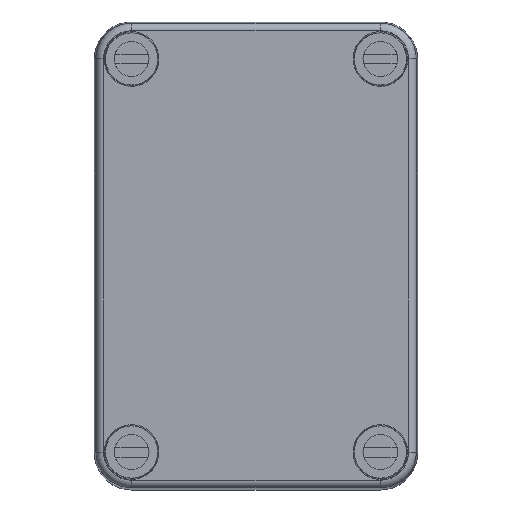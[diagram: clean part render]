
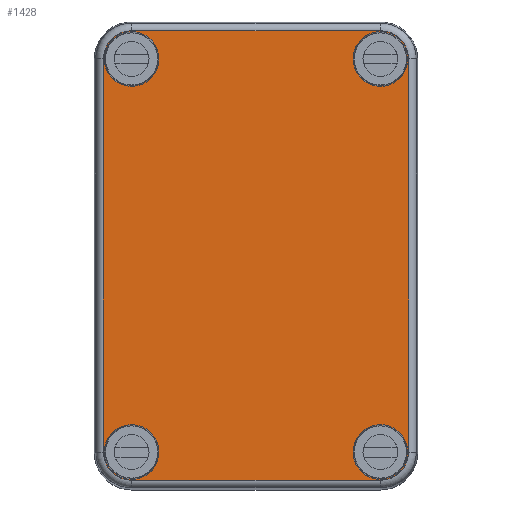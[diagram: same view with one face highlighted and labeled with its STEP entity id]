
A CAD part, top view. The second image highlights one B-rep face of the part: STEP entity #1428.
In plain terms, the highlighted planar face has unit normal (0, 0, 1).
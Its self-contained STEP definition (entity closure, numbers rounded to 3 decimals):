
#1428 = ADVANCED_FACE( '', ( #3098, #3099, #3100, #3101, #3102 ), #3103, .F. );
#3098 = FACE_BOUND( '', #4983, .T. );
#3099 = FACE_BOUND( '', #4984, .T. );
#3100 = FACE_BOUND( '', #4985, .T. );
#3101 = FACE_BOUND( '', #4986, .T. );
#3102 = FACE_OUTER_BOUND( '', #4987, .T. );
#3103 = PLANE( '', #4988 );
#4983 = EDGE_LOOP( '', ( #8771 ) );
#4984 = EDGE_LOOP( '', ( #8772 ) );
#4985 = EDGE_LOOP( '', ( #8773 ) );
#4986 = EDGE_LOOP( '', ( #8774 ) );
#4987 = EDGE_LOOP( '', ( #8775, #8776, #8777, #8778, #8779, #8780, #8781, #8782 ) );
#4988 = AXIS2_PLACEMENT_3D( '', #8783, #8784, #8785 );
#8771 = ORIENTED_EDGE( '', *, *, #10781, .T. );
#8772 = ORIENTED_EDGE( '', *, *, #10639, .T. );
#8773 = ORIENTED_EDGE( '', *, *, #10748, .T. );
#8774 = ORIENTED_EDGE( '', *, *, #11900, .T. );
#8775 = ORIENTED_EDGE( '', *, *, #12026, .T. );
#8776 = ORIENTED_EDGE( '', *, *, #10941, .F. );
#8777 = ORIENTED_EDGE( '', *, *, #12017, .F. );
#8778 = ORIENTED_EDGE( '', *, *, #10609, .T. );
#8779 = ORIENTED_EDGE( '', *, *, #11931, .F. );
#8780 = ORIENTED_EDGE( '', *, *, #11205, .T. );
#8781 = ORIENTED_EDGE( '', *, *, #11209, .T. );
#8782 = ORIENTED_EDGE( '', *, *, #10707, .F. );
#8783 = CARTESIAN_POINT( '', ( -30.673, 39.5, 39. ) );
#8784 = DIRECTION( '', ( 0., 0., -1. ) );
#8785 = DIRECTION( '', ( -1., 0., 0. ) );
#10609 = EDGE_CURVE( '', #12568, #12566, #12569, .T. );
#10639 = EDGE_CURVE( '', #12621, #12621, #12622, .T. );
#10707 = EDGE_CURVE( '', #12737, #12732, #12739, .T. );
#10748 = EDGE_CURVE( '', #12806, #12806, #12807, .T. );
#10781 = EDGE_CURVE( '', #12863, #12863, #12864, .T. );
#10941 = EDGE_CURVE( '', #13139, #13134, #13141, .T. );
#11205 = EDGE_CURVE( '', #13570, #13568, #13571, .T. );
#11209 = EDGE_CURVE( '', #13568, #12732, #13576, .T. );
#11900 = EDGE_CURVE( '', #14592, #14592, #14593, .T. );
#11931 = EDGE_CURVE( '', #13570, #12566, #14634, .T. );
#12017 = EDGE_CURVE( '', #12568, #13139, #14746, .T. );
#12026 = EDGE_CURVE( '', #12737, #13134, #14754, .T. );
#12566 = VERTEX_POINT( '', #15409 );
#12568 = VERTEX_POINT( '', #15411 );
#12569 = LINE( '', #15412, #15413 );
#12621 = VERTEX_POINT( '', #15476 );
#12622 = CIRCLE( '', #15477, 5.5 );
#12732 = VERTEX_POINT( '', #15655 );
#12737 = VERTEX_POINT( '', #15661 );
#12739 = LINE( '', #15663, #15664 );
#12806 = VERTEX_POINT( '', #15750 );
#12807 = CIRCLE( '', #15751, 5.5 );
#12863 = VERTEX_POINT( '', #15849 );
#12864 = CIRCLE( '', #15850, 5.5 );
#13134 = VERTEX_POINT( '', #16194 );
#13139 = VERTEX_POINT( '', #16200 );
#13141 = LINE( '', #16202, #16203 );
#13568 = VERTEX_POINT( '', #16759 );
#13570 = VERTEX_POINT( '', #16761 );
#13571 = LINE( '', #16762, #16763 );
#13576 = CIRCLE( '', #16769, 5.673 );
#14592 = VERTEX_POINT( '', #18121 );
#14593 = CIRCLE( '', #18122, 5.5 );
#14634 = CIRCLE( '', #18171, 5.673 );
#14746 = CIRCLE( '', #18327, 5.673 );
#14754 = CIRCLE( '', #18337, 5.673 );
#15409 = CARTESIAN_POINT( '', ( -25., 45.173, 39. ) );
#15411 = CARTESIAN_POINT( '', ( 25., 45.173, 39. ) );
#15412 = CARTESIAN_POINT( '', ( 25., 45.173, 39. ) );
#15413 = VECTOR( '', #18983, 1000. );
#15476 = CARTESIAN_POINT( '', ( -30.5, 39.5, 39. ) );
#15477 = AXIS2_PLACEMENT_3D( '', #19034, #19035, #19036 );
#15655 = CARTESIAN_POINT( '', ( -25., -45.173, 39. ) );
#15661 = CARTESIAN_POINT( '', ( 25., -45.173, 39. ) );
#15663 = CARTESIAN_POINT( '', ( 25., -45.173, 39. ) );
#15664 = VECTOR( '', #19124, 1000. );
#15750 = CARTESIAN_POINT( '', ( 19.5, -39.5, 39. ) );
#15751 = AXIS2_PLACEMENT_3D( '', #19177, #19178, #19179 );
#15849 = CARTESIAN_POINT( '', ( -30.5, -39.5, 39. ) );
#15850 = AXIS2_PLACEMENT_3D( '', #19234, #19235, #19236 );
#16194 = CARTESIAN_POINT( '', ( 30.673, -39.5, 39. ) );
#16200 = CARTESIAN_POINT( '', ( 30.673, 39.5, 39. ) );
#16202 = CARTESIAN_POINT( '', ( 30.673, 39.5, 39. ) );
#16203 = VECTOR( '', #19480, 1000. );
#16759 = CARTESIAN_POINT( '', ( -30.673, -39.5, 39. ) );
#16761 = CARTESIAN_POINT( '', ( -30.673, 39.5, 39. ) );
#16762 = CARTESIAN_POINT( '', ( -30.673, 39.5, 39. ) );
#16763 = VECTOR( '', #19820, 1000. );
#16769 = AXIS2_PLACEMENT_3D( '', #19825, #19826, #19827 );
#18121 = CARTESIAN_POINT( '', ( 19.5, 39.5, 39. ) );
#18122 = AXIS2_PLACEMENT_3D( '', #20730, #20731, #20732 );
#18171 = AXIS2_PLACEMENT_3D( '', #20771, #20772, #20773 );
#18327 = AXIS2_PLACEMENT_3D( '', #20884, #20885, #20886 );
#18337 = AXIS2_PLACEMENT_3D( '', #20889, #20890, #20891 );
#18983 = DIRECTION( '', ( -1., 0., 0. ) );
#19034 = CARTESIAN_POINT( '', ( -25., 39.5, 39. ) );
#19035 = DIRECTION( '', ( 0., 0., -1. ) );
#19036 = DIRECTION( '', ( -1., 0., 0. ) );
#19124 = DIRECTION( '', ( -1., 0., 0. ) );
#19177 = CARTESIAN_POINT( '', ( 25., -39.5, 39. ) );
#19178 = DIRECTION( '', ( 0., 0., -1. ) );
#19179 = DIRECTION( '', ( -1., 0., 0. ) );
#19234 = CARTESIAN_POINT( '', ( -25., -39.5, 39. ) );
#19235 = DIRECTION( '', ( 0., 0., -1. ) );
#19236 = DIRECTION( '', ( -1., 0., 0. ) );
#19480 = DIRECTION( '', ( 0., -1., 0. ) );
#19820 = DIRECTION( '', ( 0., -1., 0. ) );
#19825 = CARTESIAN_POINT( '', ( -25., -39.5, 39. ) );
#19826 = DIRECTION( '', ( 0., 0., 1. ) );
#19827 = DIRECTION( '', ( 1., 0., 0. ) );
#20730 = CARTESIAN_POINT( '', ( 25., 39.5, 39. ) );
#20731 = DIRECTION( '', ( 0., 0., -1. ) );
#20732 = DIRECTION( '', ( -1., 0., 0. ) );
#20771 = CARTESIAN_POINT( '', ( -25., 39.5, 39. ) );
#20772 = DIRECTION( '', ( 0., 0., -1. ) );
#20773 = DIRECTION( '', ( -1., 0., 0. ) );
#20884 = CARTESIAN_POINT( '', ( 25., 39.5, 39. ) );
#20885 = DIRECTION( '', ( 0., 0., -1. ) );
#20886 = DIRECTION( '', ( -1., 0., 0. ) );
#20889 = CARTESIAN_POINT( '', ( 25., -39.5, 39. ) );
#20890 = DIRECTION( '', ( 0., 0., 1. ) );
#20891 = DIRECTION( '', ( 1., 0., 0. ) );
